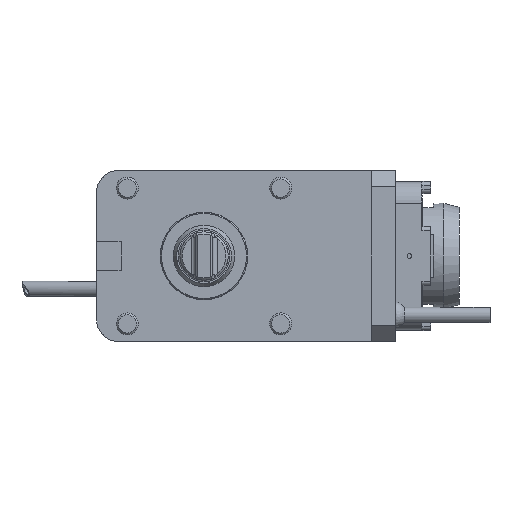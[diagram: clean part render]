
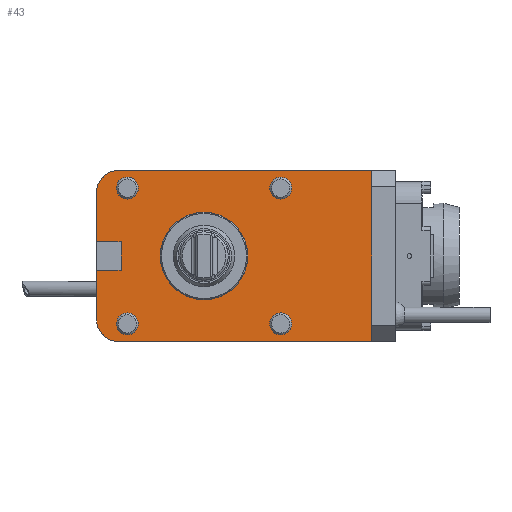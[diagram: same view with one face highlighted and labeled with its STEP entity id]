
A CAD part, front view. The second image highlights one B-rep face of the part: STEP entity #43.
In plain terms, the highlighted planar face has unit normal (0, -1, 0).
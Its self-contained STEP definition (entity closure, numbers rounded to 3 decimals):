
#43 = ADVANCED_FACE ( 'Defeature completata1_257', ( #7352, #20916, #11092, #1279, #15161, #9034 ), #17072, .F. ) ;
#258 = DIRECTION ( 'NONE',  ( 0., -1., 0. ) ) ;
#342 = VERTEX_POINT ( 'NONE', #17236 ) ;
#570 = VERTEX_POINT ( 'NONE', #1020 ) ;
#672 = LINE ( 'NONE', #16373, #777 ) ;
#679 = VERTEX_POINT ( 'NONE', #18281 ) ;
#777 = VECTOR ( 'NONE', #23939, 1000. ) ;
#841 = ORIENTED_EDGE ( 'NONE', *, *, #2072, .F. ) ;
#850 = VECTOR ( 'NONE', #16417, 1000. ) ;
#860 = EDGE_CURVE ( 'NONE', #11803, #11803, #10046, .T. ) ;
#1020 = CARTESIAN_POINT ( 'NONE',  ( 76.5, 32., 39. ) ) ;
#1239 = AXIS2_PLACEMENT_3D ( 'NONE', #15511, #11308, #25209 ) ;
#1279 = FACE_BOUND ( 'NONE', #9689, .T. ) ;
#1402 = DIRECTION ( 'NONE',  ( 0., 1., 0. ) ) ;
#1414 = VERTEX_POINT ( 'NONE', #17126 ) ;
#1507 = AXIS2_PLACEMENT_3D ( 'NONE', #17739, #258, #8664 ) ;
#1630 = EDGE_LOOP ( 'NONE', ( #16591 ) ) ;
#1978 = DIRECTION ( 'NONE',  ( -1., 0., 0. ) ) ;
#2072 = EDGE_CURVE ( 'NONE', #1414, #13106, #672, .T. ) ;
#2644 = DIRECTION ( 'NONE',  ( 1., 0., 0. ) ) ;
#2797 = EDGE_CURVE ( 'NONE', #20596, #20596, #24498, .T. ) ;
#3061 = CARTESIAN_POINT ( 'NONE',  ( 0., 32., -39. ) ) ;
#3244 = ORIENTED_EDGE ( 'NONE', *, *, #6192, .F. ) ;
#3350 = ORIENTED_EDGE ( 'NONE', *, *, #4368, .F. ) ;
#3636 = LINE ( 'NONE', #13462, #6741 ) ;
#3743 = DIRECTION ( 'NONE',  ( 0., 1., 0. ) ) ;
#3816 = EDGE_LOOP ( 'NONE', ( #19585 ) ) ;
#4084 = VECTOR ( 'NONE', #9828, 1000. ) ;
#4122 = ORIENTED_EDGE ( 'NONE', *, *, #25182, .T. ) ;
#4368 = EDGE_CURVE ( 'NONE', #7060, #15454, #12261, .T. ) ;
#4488 = CARTESIAN_POINT ( 'NONE',  ( -35., 32., -31. ) ) ;
#4878 = DIRECTION ( 'NONE',  ( 0., -1., 0. ) ) ;
#5381 = CARTESIAN_POINT ( 'NONE',  ( 76.5, 32., 0. ) ) ;
#5740 = EDGE_CURVE ( 'NONE', #15603, #7060, #15997, .T. ) ;
#5753 = CARTESIAN_POINT ( 'NONE',  ( 35., 32., 36. ) ) ;
#6192 = EDGE_CURVE ( 'NONE', #7465, #570, #18585, .T. ) ;
#6650 = ORIENTED_EDGE ( 'NONE', *, *, #5740, .F. ) ;
#6741 = VECTOR ( 'NONE', #15029, 1000. ) ;
#7060 = VERTEX_POINT ( 'NONE', #11713 ) ;
#7212 = CARTESIAN_POINT ( 'NONE',  ( 0., 32., 39. ) ) ;
#7352 = FACE_OUTER_BOUND ( 'NONE', #22937, .T. ) ;
#7465 = VERTEX_POINT ( 'NONE', #16642 ) ;
#7528 = VECTOR ( 'NONE', #2644, 1000. ) ;
#7552 = AXIS2_PLACEMENT_3D ( 'NONE', #13839, #17429, #11545 ) ;
#8474 = EDGE_CURVE ( 'NONE', #10785, #342, #12781, .T. ) ;
#8664 = DIRECTION ( 'NONE',  ( 0., 0., 1. ) ) ;
#8853 = DIRECTION ( 'NONE',  ( 0., 0., -1. ) ) ;
#9034 = FACE_BOUND ( 'NONE', #19331, .T. ) ;
#9234 = DIRECTION ( 'NONE',  ( 0., 1., 0. ) ) ;
#9255 = CARTESIAN_POINT ( 'NONE',  ( 35., 32., -31. ) ) ;
#9536 = EDGE_CURVE ( 'NONE', #679, #679, #16502, .T. ) ;
#9689 = EDGE_LOOP ( 'NONE', ( #4122 ) ) ;
#9828 = DIRECTION ( 'NONE',  ( 0., 0., 1. ) ) ;
#10046 = CIRCLE ( 'NONE', #19408, 5. ) ;
#10556 = EDGE_CURVE ( 'NONE', #24862, #15603, #3636, .T. ) ;
#10642 = LINE ( 'NONE', #5381, #22589 ) ;
#10715 = EDGE_CURVE ( 'NONE', #7465, #15454, #17373, .T. ) ;
#10785 = VERTEX_POINT ( 'NONE', #24399 ) ;
#11092 = FACE_BOUND ( 'NONE', #1630, .T. ) ;
#11281 = CARTESIAN_POINT ( 'NONE',  ( -35., 32., 31. ) ) ;
#11308 = DIRECTION ( 'NONE',  ( 0., 1., 0. ) ) ;
#11545 = DIRECTION ( 'NONE',  ( 0., 0., 1. ) ) ;
#11713 = CARTESIAN_POINT ( 'NONE',  ( -49., 32., 6.5 ) ) ;
#11803 = VERTEX_POINT ( 'NONE', #15899 ) ;
#12156 = CARTESIAN_POINT ( 'NONE',  ( 35., 32., -26. ) ) ;
#12261 = LINE ( 'NONE', #23764, #4084 ) ;
#12781 = LINE ( 'NONE', #3061, #20114 ) ;
#12811 = CARTESIAN_POINT ( 'NONE',  ( 0., 32., -19.75 ) ) ;
#12857 = AXIS2_PLACEMENT_3D ( 'NONE', #11281, #9234, #18547 ) ;
#13106 = VERTEX_POINT ( 'NONE', #14064 ) ;
#13462 = CARTESIAN_POINT ( 'NONE',  ( -37.874, 32., -233.73 ) ) ;
#13839 = CARTESIAN_POINT ( 'NONE',  ( -39., 32., -29. ) ) ;
#14006 = ORIENTED_EDGE ( 'NONE', *, *, #16627, .T. ) ;
#14064 = CARTESIAN_POINT ( 'NONE',  ( -49., 32., -6.5 ) ) ;
#14161 = CARTESIAN_POINT ( 'NONE',  ( -37.874, 32., 6.5 ) ) ;
#14706 = EDGE_CURVE ( 'NONE', #13106, #24862, #15823, .T. ) ;
#15014 = DIRECTION ( 'NONE',  ( 0., 0., 1. ) ) ;
#15029 = DIRECTION ( 'NONE',  ( 0., 0., 1. ) ) ;
#15161 = FACE_BOUND ( 'NONE', #3816, .T. ) ;
#15454 = VERTEX_POINT ( 'NONE', #15960 ) ;
#15511 = CARTESIAN_POINT ( 'NONE',  ( 35., 32., 31. ) ) ;
#15603 = VERTEX_POINT ( 'NONE', #14161 ) ;
#15823 = LINE ( 'NONE', #20134, #7528 ) ;
#15866 = VERTEX_POINT ( 'NONE', #5753 ) ;
#15899 = CARTESIAN_POINT ( 'NONE',  ( -35., 32., -26. ) ) ;
#15960 = CARTESIAN_POINT ( 'NONE',  ( -49., 32., 29. ) ) ;
#15997 = LINE ( 'NONE', #17894, #22250 ) ;
#16141 = CIRCLE ( 'NONE', #7552, 10. ) ;
#16373 = CARTESIAN_POINT ( 'NONE',  ( -49., 32., 0. ) ) ;
#16417 = DIRECTION ( 'NONE',  ( 1., 0., 0. ) ) ;
#16494 = CARTESIAN_POINT ( 'NONE',  ( 0., 32., 0. ) ) ;
#16502 = CIRCLE ( 'NONE', #12857, 5. ) ;
#16591 = ORIENTED_EDGE ( 'NONE', *, *, #25171, .T. ) ;
#16627 = EDGE_CURVE ( 'NONE', #1414, #342, #16141, .T. ) ;
#16642 = CARTESIAN_POINT ( 'NONE',  ( -39., 32., 39. ) ) ;
#17072 = PLANE ( 'NONE',  #17728 ) ;
#17126 = CARTESIAN_POINT ( 'NONE',  ( -49., 32., -29. ) ) ;
#17195 = DIRECTION ( 'NONE',  ( 0., 0., 1. ) ) ;
#17236 = CARTESIAN_POINT ( 'NONE',  ( -39., 32., -39. ) ) ;
#17373 = CIRCLE ( 'NONE', #1507, 10. ) ;
#17398 = ORIENTED_EDGE ( 'NONE', *, *, #19609, .F. ) ;
#17429 = DIRECTION ( 'NONE',  ( 0., -1., 0. ) ) ;
#17728 = AXIS2_PLACEMENT_3D ( 'NONE', #18857, #1402, #17195 ) ;
#17739 = CARTESIAN_POINT ( 'NONE',  ( -39., 32., 29. ) ) ;
#17894 = CARTESIAN_POINT ( 'NONE',  ( -34.879, 32., 6.5 ) ) ;
#17968 = ORIENTED_EDGE ( 'NONE', *, *, #2797, .F. ) ;
#18058 = ORIENTED_EDGE ( 'NONE', *, *, #10556, .F. ) ;
#18245 = DIRECTION ( 'NONE',  ( -1., 0., 0. ) ) ;
#18281 = CARTESIAN_POINT ( 'NONE',  ( -35., 32., 36. ) ) ;
#18547 = DIRECTION ( 'NONE',  ( 0., 0., 1. ) ) ;
#18585 = LINE ( 'NONE', #7212, #850 ) ;
#18624 = EDGE_LOOP ( 'NONE', ( #22441 ) ) ;
#18857 = CARTESIAN_POINT ( 'NONE',  ( 0., 32., 0. ) ) ;
#19331 = EDGE_LOOP ( 'NONE', ( #17968 ) ) ;
#19408 = AXIS2_PLACEMENT_3D ( 'NONE', #4488, #23570, #20088 ) ;
#19585 = ORIENTED_EDGE ( 'NONE', *, *, #9536, .T. ) ;
#19609 = EDGE_CURVE ( 'NONE', #570, #10785, #10642, .T. ) ;
#20088 = DIRECTION ( 'NONE',  ( 0., 0., 1. ) ) ;
#20106 = ORIENTED_EDGE ( 'NONE', *, *, #10715, .T. ) ;
#20114 = VECTOR ( 'NONE', #18245, 1000. ) ;
#20134 = CARTESIAN_POINT ( 'NONE',  ( -76.634, 32., -6.5 ) ) ;
#20373 = CIRCLE ( 'NONE', #23639, 5. ) ;
#20596 = VERTEX_POINT ( 'NONE', #12811 ) ;
#20916 = FACE_BOUND ( 'NONE', #18624, .T. ) ;
#21207 = AXIS2_PLACEMENT_3D ( 'NONE', #16494, #4878, #22380 ) ;
#22250 = VECTOR ( 'NONE', #1978, 1000. ) ;
#22380 = DIRECTION ( 'NONE',  ( 0., 0., -1. ) ) ;
#22385 = CIRCLE ( 'NONE', #1239, 5. ) ;
#22393 = ORIENTED_EDGE ( 'NONE', *, *, #14706, .F. ) ;
#22441 = ORIENTED_EDGE ( 'NONE', *, *, #860, .T. ) ;
#22589 = VECTOR ( 'NONE', #8853, 1000. ) ;
#22937 = EDGE_LOOP ( 'NONE', ( #17398, #3244, #20106, #3350, #6650, #18058, #22393, #841, #14006, #24533 ) ) ;
#23395 = VERTEX_POINT ( 'NONE', #12156 ) ;
#23570 = DIRECTION ( 'NONE',  ( 0., 1., 0. ) ) ;
#23639 = AXIS2_PLACEMENT_3D ( 'NONE', #9255, #3743, #15014 ) ;
#23764 = CARTESIAN_POINT ( 'NONE',  ( -49., 32., 0. ) ) ;
#23939 = DIRECTION ( 'NONE',  ( 0., 0., 1. ) ) ;
#24240 = CARTESIAN_POINT ( 'NONE',  ( -37.874, 32., -6.5 ) ) ;
#24399 = CARTESIAN_POINT ( 'NONE',  ( 76.5, 32., -39. ) ) ;
#24498 = CIRCLE ( 'NONE', #21207, 19.75 ) ;
#24533 = ORIENTED_EDGE ( 'NONE', *, *, #8474, .F. ) ;
#24862 = VERTEX_POINT ( 'NONE', #24240 ) ;
#25171 = EDGE_CURVE ( 'NONE', #15866, #15866, #22385, .T. ) ;
#25182 = EDGE_CURVE ( 'NONE', #23395, #23395, #20373, .T. ) ;
#25209 = DIRECTION ( 'NONE',  ( 0., 0., 1. ) ) ;
